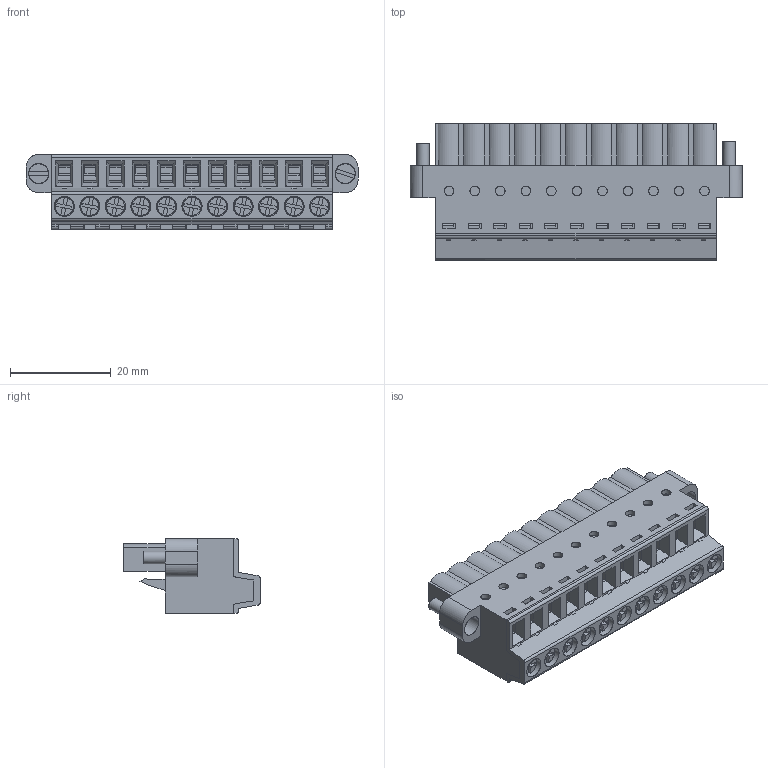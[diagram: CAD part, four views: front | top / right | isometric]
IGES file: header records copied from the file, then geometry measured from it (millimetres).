
Start section: C
Global section: file name: 691374500011B.igs; native system:  By UGS Corp.; preprocessor: XPlus GENERIC/IGES 3.0; author: Author; organization: Title; date: 20120808.170652; units: millimetre
Bounding box: 66.04 x 27.1 x 14.9 mm (x, y, z)
Surface area: 26063 mm2 (no closed solid volume)
Topology: 0 solids, 0 shells, 2828 faces, 16004 edges, 16004 vertices
Faces by surface type: bspline 2828
